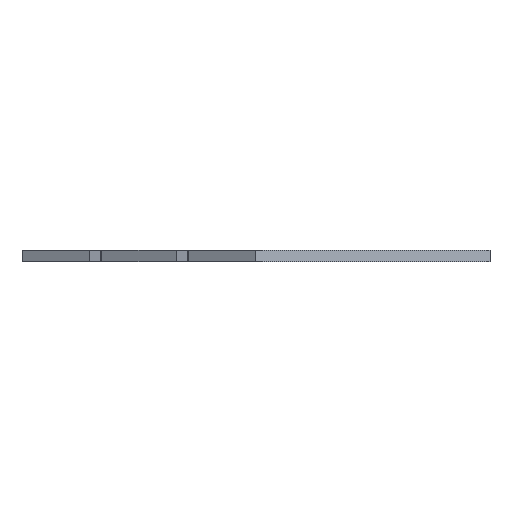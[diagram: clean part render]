
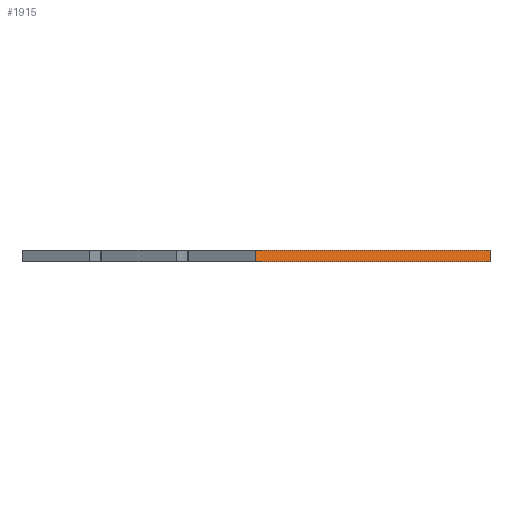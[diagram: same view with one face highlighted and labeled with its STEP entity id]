
A CAD part, left-side view. The second image highlights one B-rep face of the part: STEP entity #1915.
In plain terms, the highlighted planar face has unit normal (-0.866, -0.5, 0).
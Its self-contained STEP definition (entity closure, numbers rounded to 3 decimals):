
#374=FACE_OUTER_BOUND('',#516,.T.);
#516=EDGE_LOOP('',(#1706,#1707,#1708,#1709));
#689=LINE('',#3130,#834);
#715=LINE('',#3175,#860);
#716=LINE('',#3178,#861);
#717=LINE('',#3179,#862);
#834=VECTOR('',#2614,10.);
#860=VECTOR('',#2660,10.);
#861=VECTOR('',#2663,10.);
#862=VECTOR('',#2664,10.);
#1022=VERTEX_POINT('',#3128);
#1023=VERTEX_POINT('',#3129);
#1032=VERTEX_POINT('',#3173);
#1033=VERTEX_POINT('',#3177);
#1259=EDGE_CURVE('',#1022,#1023,#689,.T.);
#1285=EDGE_CURVE('',#1032,#1022,#715,.T.);
#1286=EDGE_CURVE('',#1032,#1033,#716,.T.);
#1287=EDGE_CURVE('',#1033,#1023,#717,.T.);
#1706=ORIENTED_EDGE('',*,*,#1286,.F.);
#1707=ORIENTED_EDGE('',*,*,#1285,.T.);
#1708=ORIENTED_EDGE('',*,*,#1259,.T.);
#1709=ORIENTED_EDGE('',*,*,#1287,.F.);
#1828=PLANE('',#2126);
#1915=ADVANCED_FACE('',(#374),#1828,.T.);
#2126=AXIS2_PLACEMENT_3D('',#3176,#2661,#2662);
#2614=DIRECTION('',(-0.5,0.866,0.));
#2660=DIRECTION('',(0.,0.,1.));
#2661=DIRECTION('center_axis',(-0.866,-0.5,0.));
#2662=DIRECTION('ref_axis',(0.,0.,1.));
#2663=DIRECTION('',(-0.5,0.866,0.));
#2664=DIRECTION('',(0.,0.,1.));
#3128=CARTESIAN_POINT('',(-48.5,-84.005,4.));
#3129=CARTESIAN_POINT('',(-97.,0.,4.));
#3130=CARTESIAN_POINT('',(-74.358,-39.217,4.));
#3173=CARTESIAN_POINT('',(-48.5,-84.005,0.));
#3175=CARTESIAN_POINT('',(-48.5,-84.005,2.));
#3176=CARTESIAN_POINT('Origin',(-72.75,-42.002,2.));
#3177=CARTESIAN_POINT('',(-97.,0.,0.));
#3178=CARTESIAN_POINT('',(-74.358,-39.217,0.));
#3179=CARTESIAN_POINT('',(-97.,0.,2.));
